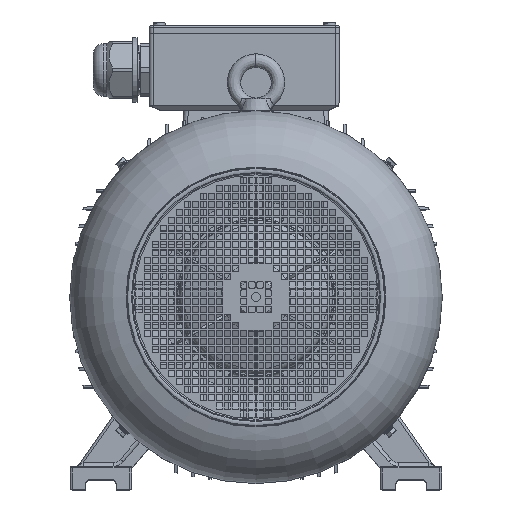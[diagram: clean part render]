
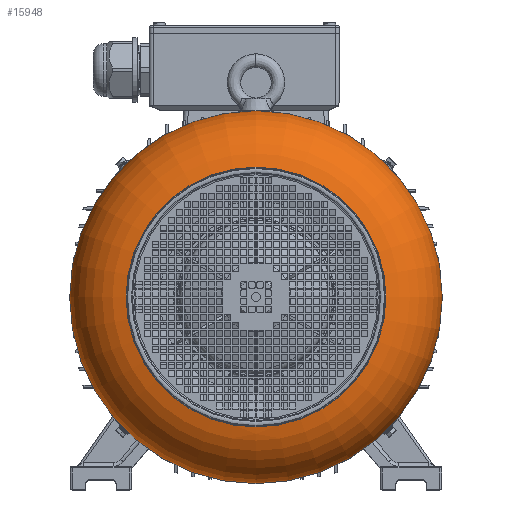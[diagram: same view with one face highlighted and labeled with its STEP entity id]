
A CAD part, top view. The second image highlights one B-rep face of the part: STEP entity #15948.
In plain terms, the highlighted toroidal (fillet/blend) face has major radius 155.5 mm and minor radius 87 mm.
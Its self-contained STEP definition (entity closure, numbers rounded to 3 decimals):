
#8525=TOROIDAL_SURFACE('',#110879,155.5,87.);
#10402=FACE_BOUND('',#28524,.T.);
#10403=FACE_BOUND('',#28525,.T.);
#15948=ADVANCED_FACE('',(#10402,#10403),#8525,.T.);
#28524=EDGE_LOOP('',(#65156));
#28525=EDGE_LOOP('',(#65157));
#65156=ORIENTED_EDGE('',*,*,#100112,.F.);
#65157=ORIENTED_EDGE('',*,*,#100095,.T.);
#89455=VERTEX_POINT('',#168580);
#89472=VERTEX_POINT('',#168687);
#100095=EDGE_CURVE('',#89455,#89455,#107158,.T.);
#100112=EDGE_CURVE('',#89472,#89472,#107167,.T.);
#107158=CIRCLE('',#110868,242.5);
#107167=CIRCLE('',#110878,169.104);
#110868=AXIS2_PLACEMENT_3D('',#168579,#127522,#127523);
#110878=AXIS2_PLACEMENT_3D('',#168686,#127542,#127543);
#110879=AXIS2_PLACEMENT_3D('',#168688,#127544,#127545);
#127522=DIRECTION('',(0.,0.,1.));
#127523=DIRECTION('',(0.,-1.,0.));
#127542=DIRECTION('',(0.,0.,1.));
#127543=DIRECTION('',(0.,-1.,0.));
#127544=DIRECTION('',(0.,0.,1.));
#127545=DIRECTION('',(0.,-1.,0.));
#168579=CARTESIAN_POINT('',(-129.172,-38.734,335.5));
#168580=CARTESIAN_POINT('',(-129.172,-281.234,335.5));
#168686=CARTESIAN_POINT('',(-129.172,-38.734,421.43));
#168687=CARTESIAN_POINT('',(-129.172,-207.839,421.43));
#168688=CARTESIAN_POINT('',(-129.172,-38.734,335.5));
